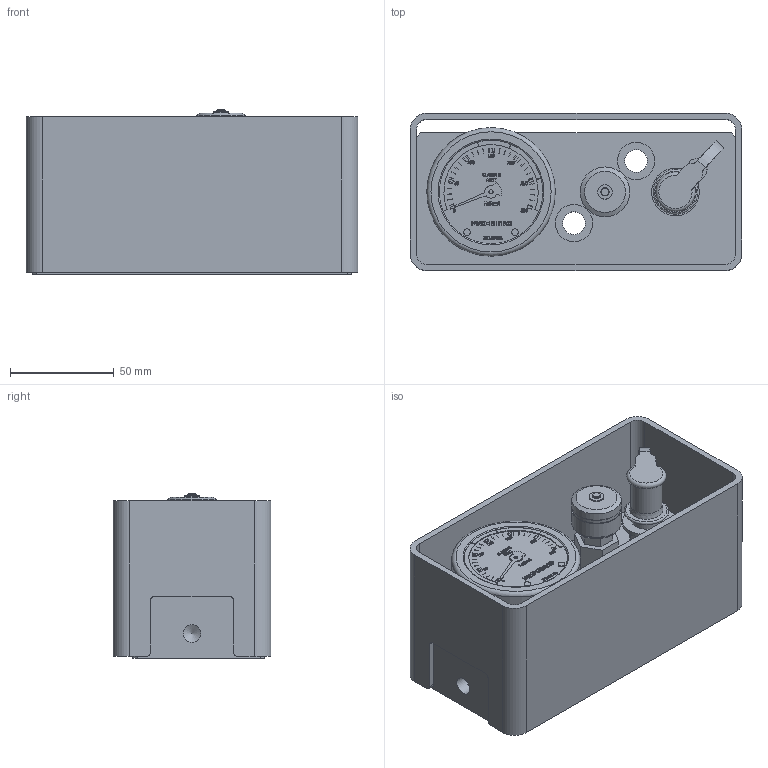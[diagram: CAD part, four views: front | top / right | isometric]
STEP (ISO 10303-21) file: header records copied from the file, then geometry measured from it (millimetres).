
FILE_DESCRIPTION(/* description */ (''),/* implementation_level */ '2;1');
FILE_NAME(/* name */ 'PNPL-30-003.stp',/* time_stamp */ '2025-01-06T14:21:37-03:00',/* author */ ('Jefferson'),/* organization */ (''),/* preprocessor_version */ 'ST-DEVELOPER v19',/* originating_system */ 'Autodesk Inventor 2023',/* authorisation */ '');
FILE_SCHEMA (('AUTOMOTIVE_DESIGN { 1 0 10303 214 3 1 1 }'));
Length unit declared in the file: millimetre
Products named in the file (10): PNPL-30-003-SD; BLOCO PAINEL PNPL-30-003; PROTECAO PNPL-30-003-SD; PNK-G1-8-VEX; PNK-R1-2-ER-M; PNK-R1-2-ER-M-ENGATE; PNK-R1-2-ER-M-TAMPA; PNK-MN-63-R1-4-T; PNK-MN-63-R1-4-T-CARCACA; PNK-MN-63-ARTE
Assembly tree (9 placements, depth 3):
  PNPL-30-003-SD
    BLOCO PAINEL PNPL-30-003
    PROTECAO PNPL-30-003-SD
    PNK-G1-8-VEX
    PNK-R1-2-ER-M
      PNK-R1-2-ER-M-ENGATE
      PNK-R1-2-ER-M-TAMPA
    PNK-MN-63-R1-4-T
      PNK-MN-63-R1-4-T-CARCACA
      PNK-MN-63-ARTE
Bounding box: 160 x 76 x 79.45 mm (x, y, z)
Volume: 506401.8 mm3; surface area: 132084.5 mm2
Topology: 7 solids, 9 shells, 1395 faces, 3647 edges, 2427 vertices
Faces by surface type: plane 784, bspline 473, cylinder 109, cone 18, torus 11
Full cylindrical faces by diameter (mm): 0.881 x1, 2 x1, 3.2 x2, 3.257 x2, 4 x1, 5.814 x1, 7 x1, 8.4 x1, 8.566 x3, 9.728 x1, 9.8 x1, 10.18 x1, 10.5 x2, 10.719 x1, 11 x2, 11.9 x1, 12 x3, 12.7 x2, 13.157 x1, 14 x3, 15 x1, 16 x1, 18 x2, 22.8 x1, 23 x1, 24 x2, 50 x2, 60 x1, 62 x1
Entity records: 46618 total; most frequent: CARTESIAN_POINT 13835, ORIENTED_EDGE 7288, DIRECTION 4863, EDGE_CURVE 3644, VERTEX_POINT 2427, LINE 2393, VECTOR 2393, EDGE_LOOP 1567
